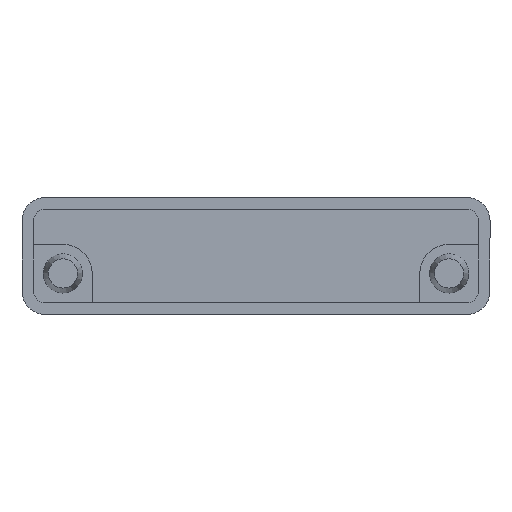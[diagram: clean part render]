
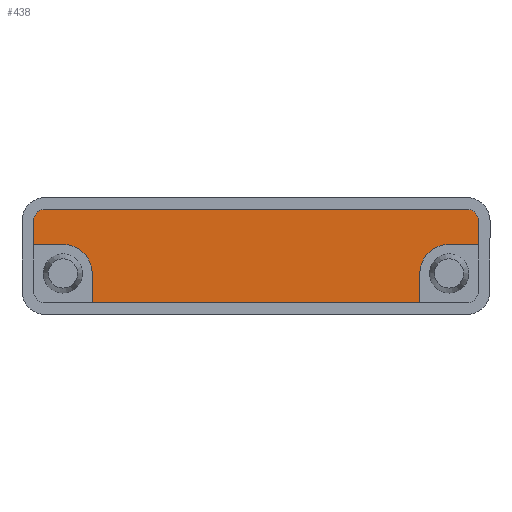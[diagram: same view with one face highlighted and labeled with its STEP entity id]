
A CAD part, top view. The second image highlights one B-rep face of the part: STEP entity #438.
In plain terms, the highlighted planar face has unit normal (0, 0, 1).
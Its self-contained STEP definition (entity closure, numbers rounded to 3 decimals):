
#84=CARTESIAN_POINT('',(16.5,1.,-1.0));
#85=VERTEX_POINT('',#84);
#92=CARTESIAN_POINT('',(14.0,-1.5,-1.0));
#93=VERTEX_POINT('',#92);
#94=CARTESIAN_POINT('',(16.5,-1.5,-1.0));
#95=DIRECTION('',(0.0,0.0,-1.0));
#96=DIRECTION('',(-0.707,0.707,0.0));
#97=AXIS2_PLACEMENT_3D('',#94,#95,#96);
#98=CIRCLE('',#97,2.5);
#99=EDGE_CURVE('',#85,#93,#98,.F.);
#116=CARTESIAN_POINT('',(14.,-4.,-1.0));
#117=VERTEX_POINT('',#116);
#118=CARTESIAN_POINT('',(14.,-4.,-1.0));
#119=DIRECTION('',(0.0,1.0,0.0));
#120=VECTOR('',#119,2.5);
#121=LINE('',#118,#120);
#122=EDGE_CURVE('',#117,#93,#121,.T.);
#252=CARTESIAN_POINT('',(19.,1.,-1.0));
#253=VERTEX_POINT('',#252);
#260=CARTESIAN_POINT('',(16.5,1.,-1.0));
#261=DIRECTION('',(1.0,0.0,0.0));
#262=VECTOR('',#261,2.5);
#263=LINE('',#260,#262);
#264=EDGE_CURVE('',#85,#253,#263,.T.);
#313=CARTESIAN_POINT('',(-14.,-4.,-1.0));
#314=VERTEX_POINT('',#313);
#315=CARTESIAN_POINT('',(-14.,-4.,-1.0));
#316=DIRECTION('',(1.0,0.0,0.0));
#317=VECTOR('',#316,28.);
#318=LINE('',#315,#317);
#319=EDGE_CURVE('',#314,#117,#318,.T.);
#362=CARTESIAN_POINT('',(0.,0.,-1.0));
#363=DIRECTION('',(0.0,0.0,1.0));
#364=DIRECTION('',(1.0,0.0,0.0));
#365=AXIS2_PLACEMENT_3D('',#362,#363,#364);
#366=PLANE('',#365);
#367=ORIENTED_EDGE('',*,*,#122,.T.);
#368=ORIENTED_EDGE('',*,*,#99,.F.);
#369=ORIENTED_EDGE('',*,*,#264,.T.);
#370=CARTESIAN_POINT('',(19.,3.,-1.0));
#371=VERTEX_POINT('',#370);
#372=CARTESIAN_POINT('',(19.,1.,-1.0));
#373=DIRECTION('',(0.0,1.0,0.0));
#374=VECTOR('',#373,2.);
#375=LINE('',#372,#374);
#376=EDGE_CURVE('',#253,#371,#375,.T.);
#377=ORIENTED_EDGE('',*,*,#376,.T.);
#378=CARTESIAN_POINT('',(18.,4.,-1.0));
#379=VERTEX_POINT('',#378);
#380=CARTESIAN_POINT('',(18.,3.,-1.0));
#381=DIRECTION('',(0.0,0.0,1.0));
#382=DIRECTION('',(0.707,0.707,0.0));
#383=AXIS2_PLACEMENT_3D('',#380,#381,#382);
#384=CIRCLE('',#383,1.0);
#385=EDGE_CURVE('',#371,#379,#384,.T.);
#386=ORIENTED_EDGE('',*,*,#385,.T.);
#387=CARTESIAN_POINT('',(-18.,4.,-1.0));
#388=VERTEX_POINT('',#387);
#389=CARTESIAN_POINT('',(18.,4.,-1.0));
#390=DIRECTION('',(-1.0,0.0,0.0));
#391=VECTOR('',#390,36.);
#392=LINE('',#389,#391);
#393=EDGE_CURVE('',#379,#388,#392,.T.);
#394=ORIENTED_EDGE('',*,*,#393,.T.);
#395=CARTESIAN_POINT('',(-19.,3.,-1.0));
#396=VERTEX_POINT('',#395);
#397=CARTESIAN_POINT('',(-18.,3.,-1.0));
#398=DIRECTION('',(0.0,0.0,1.0));
#399=DIRECTION('',(-0.707,0.707,0.0));
#400=AXIS2_PLACEMENT_3D('',#397,#398,#399);
#401=CIRCLE('',#400,1.0);
#402=EDGE_CURVE('',#388,#396,#401,.T.);
#403=ORIENTED_EDGE('',*,*,#402,.T.);
#404=CARTESIAN_POINT('',(-19.,1.,-1.0));
#405=VERTEX_POINT('',#404);
#406=CARTESIAN_POINT('',(-19.,3.,-1.0));
#407=DIRECTION('',(0.0,-1.0,0.0));
#408=VECTOR('',#407,2.);
#409=LINE('',#406,#408);
#410=EDGE_CURVE('',#396,#405,#409,.T.);
#411=ORIENTED_EDGE('',*,*,#410,.T.);
#412=CARTESIAN_POINT('',(-16.5,1.,-1.0));
#413=VERTEX_POINT('',#412);
#414=CARTESIAN_POINT('',(-19.,1.,-1.0));
#415=DIRECTION('',(1.0,0.0,0.0));
#416=VECTOR('',#415,2.5);
#417=LINE('',#414,#416);
#418=EDGE_CURVE('',#405,#413,#417,.T.);
#419=ORIENTED_EDGE('',*,*,#418,.T.);
#420=CARTESIAN_POINT('',(-14.0,-1.5,-1.0));
#421=VERTEX_POINT('',#420);
#422=CARTESIAN_POINT('',(-16.5,-1.5,-1.0));
#423=DIRECTION('',(0.0,0.0,-1.0));
#424=DIRECTION('',(0.707,0.707,0.0));
#425=AXIS2_PLACEMENT_3D('',#422,#423,#424);
#426=CIRCLE('',#425,2.5);
#427=EDGE_CURVE('',#421,#413,#426,.F.);
#428=ORIENTED_EDGE('',*,*,#427,.F.);
#429=CARTESIAN_POINT('',(-14.0,-1.5,-1.0));
#430=DIRECTION('',(0.0,-1.0,0.0));
#431=VECTOR('',#430,2.5);
#432=LINE('',#429,#431);
#433=EDGE_CURVE('',#421,#314,#432,.T.);
#434=ORIENTED_EDGE('',*,*,#433,.T.);
#435=ORIENTED_EDGE('',*,*,#319,.T.);
#436=EDGE_LOOP('',(#367,#368,#369,#377,#386,#394,#403,#411,#419,#428,#434,#435));
#437=FACE_OUTER_BOUND('',#436,.T.);
#438=ADVANCED_FACE('',(#437),#366,.T.);
